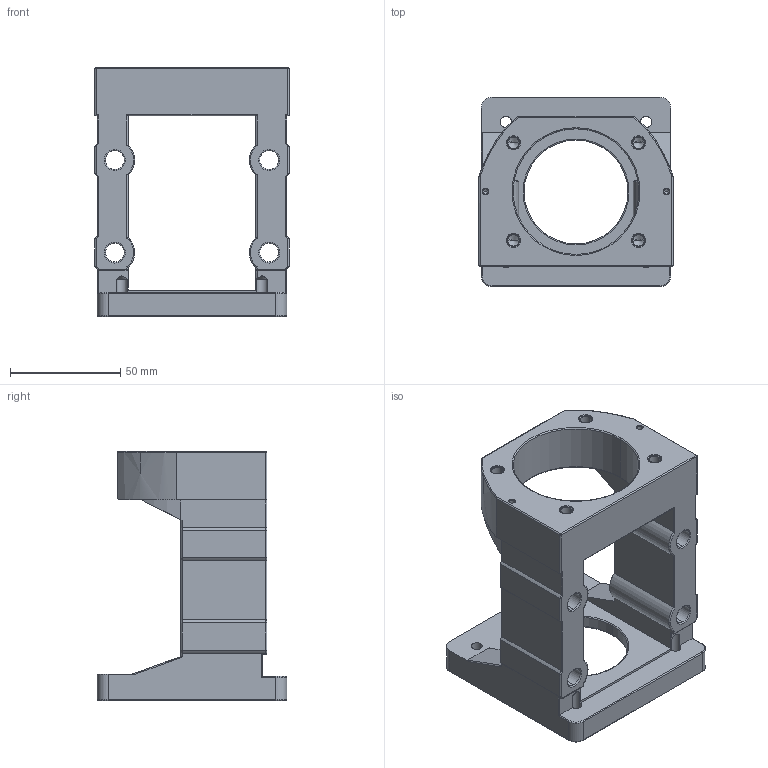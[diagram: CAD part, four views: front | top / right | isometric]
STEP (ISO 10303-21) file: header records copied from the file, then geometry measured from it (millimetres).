
FILE_DESCRIPTION(('HOOPS Exchange Step'),'2;1');
FILE_NAME('export-17287E6F-FB90-4450-87B0-F1DDD9A93E08.stp','2024-12-21T11:05:16+01:00',('Engineering'),('Alibre'),'HOOPS Exchange 2024.3','Alibre','Unknown authorisation');
FILE_SCHEMA( ('AP242_MANAGED_MODEL_BASED_3D_ENGINEERING_MIM_LF {1 0 10303 442 1 1 4 }') );
Length unit declared in the file: millimetre
Products named in the file (1): 5242 80x80 Servo Motor Bracket (MBA20-E) for FKA20
Bounding box: 88 x 86 x 113 mm (x, y, z)
Volume: 205682.2 mm3; surface area: 54596.2 mm2
Topology: 1 solids, 1 shells, 273 faces, 676 edges, 392 vertices
Faces by surface type: cylinder 106, plane 59, torus 56, cone 50, sphere 2
Entity records: 8135 total; most frequent: CARTESIAN_POINT 1653, DIRECTION 1433, ORIENTED_EDGE 1314, EDGE_CURVE 657, AXIS2_PLACEMENT_3D 574, VERTEX_POINT 392, EDGE_LOOP 301, FACE_BOUND 301
